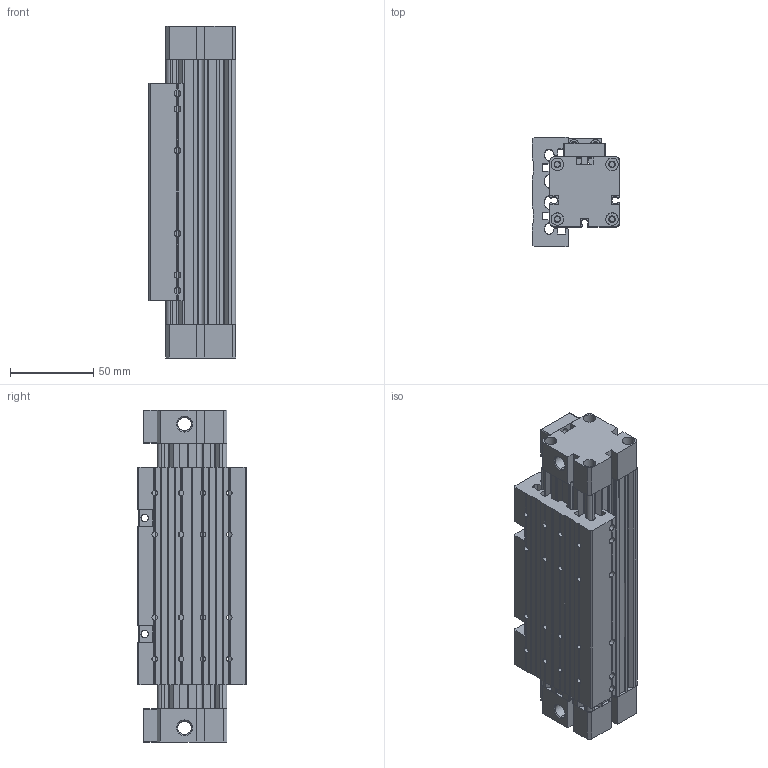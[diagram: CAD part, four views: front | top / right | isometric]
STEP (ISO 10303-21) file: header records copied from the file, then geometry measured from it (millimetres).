
FILE_DESCRIPTION (( 'STEP AP214' ), '1' );
FILE_NAME ('ZF 25-0 RODLESS CYLINDER.STEP', '2010-08-06T15:31:58', ( '' ), ( '' ), 'SwSTEP 2.0', 'SolidWorks 2010', '' );
FILE_SCHEMA (( 'AUTOMOTIVE_DESIGN' ));
Length unit declared in the file: millimetre
Products named in the file (7): ZS  25  BORU; ZS  25  KAPAK; KIZAKLI PÝSTON; BANT KAPAÐI; 烰  SIYIRICI; ZF  25  YATAK; ZF  25-0  RODLESS  CYLINDER
Assembly tree (9 placements, depth 2):
  ZF  25-0  RODLESS  CYLINDER
    KIZAKLI PÝSTON
    BANT KAPAÐI  x2
    烰  SIYIRICI  x2
    ZF  25  YATAK
    ZS  25  BORU
    ZS  25  KAPAK  x2
Bounding box: 52.5 x 66 x 200 mm (x, y, z)
Volume: 403834.6 mm3; surface area: 144978 mm2
Topology: 9 solids, 9 shells, 924 faces, 2760 edges, 1816 vertices
Faces by surface type: plane 454, cylinder 418, cone 52
Entity records: 28669 total; most frequent: CARTESIAN_POINT 6298, ORIENTED_EDGE 4678, DIRECTION 4235, EDGE_CURVE 2339, VERTEX_POINT 1544, AXIS2_PLACEMENT_3D 1457, LINE 1321, VECTOR 1321
